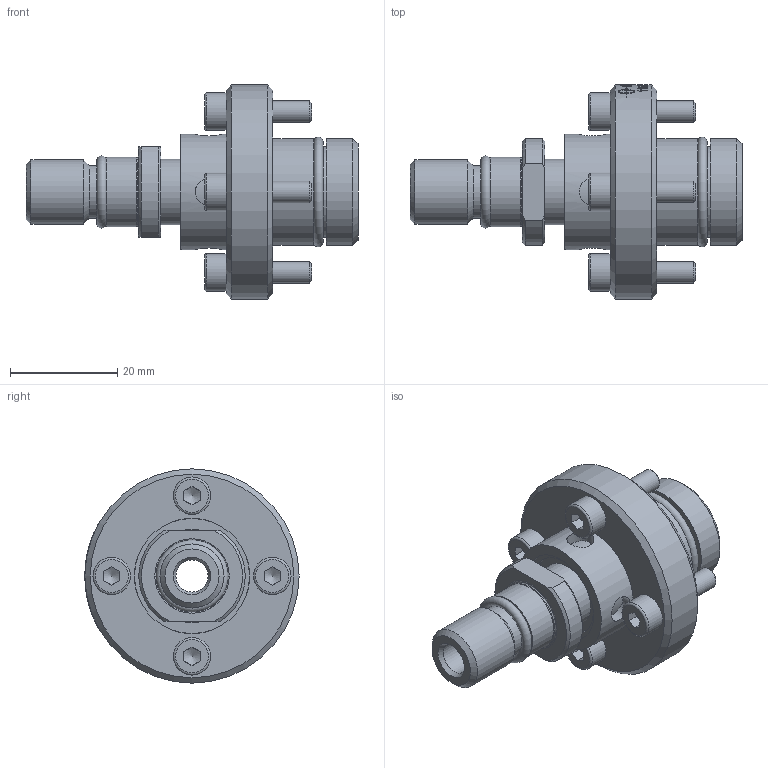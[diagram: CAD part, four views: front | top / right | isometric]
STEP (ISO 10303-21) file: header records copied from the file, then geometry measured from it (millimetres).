
FILE_DESCRIPTION(/* description */ (''),/* implementation_level */ '2;1');
FILE_NAME(/* name */ '1151-030-137-IC.stp',/* time_stamp */ '2020-05-15T14:54:55-05:00',/* author */ ('Moorera'),/* organization */ (''),/* preprocessor_version */ 'ST-DEVELOPER v18.1',/* originating_system */ 'Autodesk Inventor 2020',/* authorisation */ '');
FILE_SCHEMA (('AUTOMOTIVE_DESIGN { 1 0 10303 214 3 1 1 }'));
Products named in the file (1): 1151-030-137-IC
Bounding box: 62 x 40 x 40 mm (x, y, z)
Volume: 18883.1 mm3; surface area: 10847.3 mm2
Topology: 3 solids, 3 shells, 405 faces, 1079 edges, 734 vertices
Faces by surface type: bspline 170, plane 137, cylinder 65, cone 20, torus 13
Full cylindrical faces by diameter (mm): 4 x4, 4.5 x4, 5 x4, 6 x1, 7 x4, 9.9 x1, 11.972 x1, 12.3 x1, 13 x1, 14.856 x1, 15.6 x1, 16.94 x1, 17.4 x1, 19.95 x2, 21.5 x1, 40 x1
Entity records: 50502 total; most frequent: CARTESIAN_POINT 40926, ORIENTED_EDGE 2150, DIRECTION 1587, EDGE_CURVE 1075, VERTEX_POINT 734, AXIS2_PLACEMENT_3D 593, EDGE_LOOP 469, FACE_OUTER_BOUND 405
